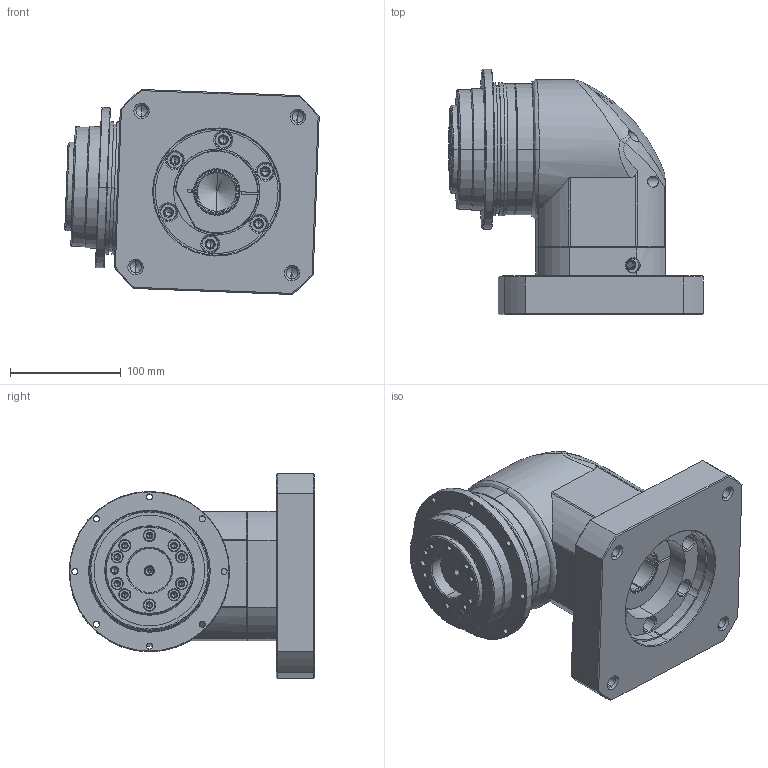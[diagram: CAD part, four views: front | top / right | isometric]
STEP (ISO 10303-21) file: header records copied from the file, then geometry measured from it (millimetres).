
FILE_DESCRIPTION (( 'STEP AP214' ), '1' );
FILE_NAME ('SDL110-L1-35-114.3-200M12.STEP', '2022-02-26T00:15:33', ( 'admin' ), ( '' ), 'SwSTEP 2.0', 'SolidWorks 2013', '' );
FILE_SCHEMA (( 'AUTOMOTIVE_DESIGN' ));
Length unit declared in the file: millimetre
Products named in the file (5): SD110-L1; SBL115-114.3-200M12-Z84.5; SBL115_X2_8F9351658F7495017D2773AF_X0_-35; SDL115-35; SDL110-L1-35-114.3-200M12
Assembly tree (4 placements, depth 2):
  SDL110-L1-35-114.3-200M12
    SDL115-35
    SBL115_X2_8F9351658F7495017D2773AF_X0_-35
    SBL115-114.3-200M12-Z84.5
    SD110-L1
Bounding box: 230.07 x 222 x 185.36 mm (x, y, z)
Volume: 3414275.6 mm3; surface area: 323568.2 mm2
Topology: 8 solids, 8 shells, 633 faces, 1574 edges, 949 vertices
Faces by surface type: cylinder 262, cone 224, plane 119, bspline 26, torus 2
Entity records: 32850 total; most frequent: CARTESIAN_POINT 10993, DIRECTION 3110, ORIENTED_EDGE 3004, EDGE_CURVE 1502, AXIS2_PLACEMENT_3D 1261, VERTEX_POINT 949, EDGE_LOOP 749, UNCERTAINTY_MEASURE_WITH_UNIT 650
